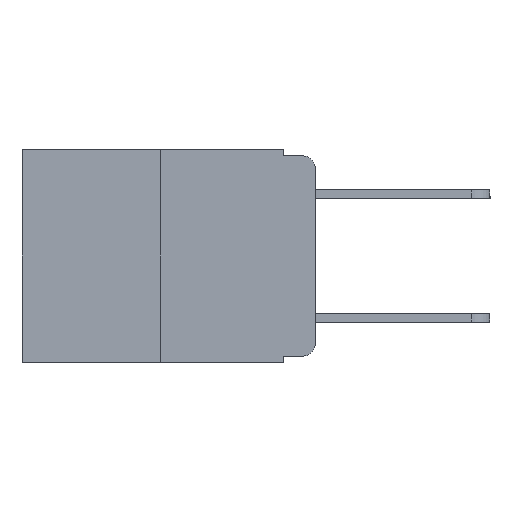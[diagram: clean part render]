
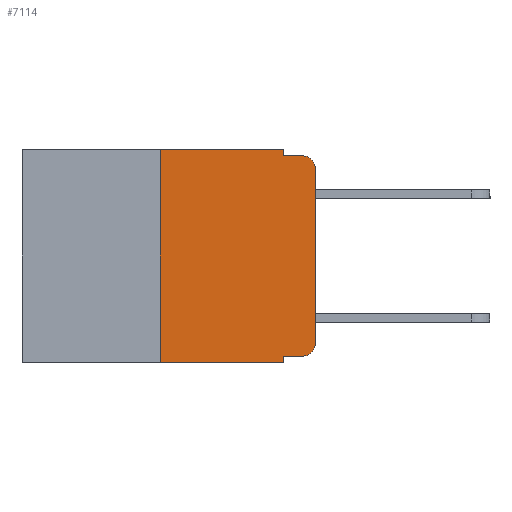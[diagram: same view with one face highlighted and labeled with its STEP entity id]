
A CAD part, left-side view. The second image highlights one B-rep face of the part: STEP entity #7114.
In plain terms, the highlighted planar face has unit normal (-1, 0, 0).
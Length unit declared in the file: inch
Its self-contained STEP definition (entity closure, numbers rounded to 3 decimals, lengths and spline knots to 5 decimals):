
#388 = VECTOR ( 'NONE', #2396, 39.37008 ) ;
#665 = ORIENTED_EDGE ( 'NONE', *, *, #9224, .F. ) ;
#738 = CARTESIAN_POINT ( 'NONE',  ( 0., 0.25, 0. ) ) ;
#743 = VERTEX_POINT ( 'NONE', #14361 ) ;
#792 = DIRECTION ( 'NONE',  ( 0., 0., -1. ) ) ;
#886 = CARTESIAN_POINT ( 'NONE',  ( 0., 0.051, 0. ) ) ;
#1021 = ORIENTED_EDGE ( 'NONE', *, *, #9726, .T. ) ;
#1064 = VERTEX_POINT ( 'NONE', #14655 ) ;
#1237 = ORIENTED_EDGE ( 'NONE', *, *, #9732, .F. ) ;
#1390 = ORIENTED_EDGE ( 'NONE', *, *, #9704, .T. ) ;
#1423 = VECTOR ( 'NONE', #4976, 39.37008 ) ;
#1627 = ORIENTED_EDGE ( 'NONE', *, *, #9789, .F. ) ;
#1808 = FACE_OUTER_BOUND ( 'NONE', #10135, .T. ) ;
#2178 = VECTOR ( 'NONE', #16377, 39.37008 ) ;
#2181 = DIRECTION ( 'NONE',  ( 0., 0., -1. ) ) ;
#2293 = CARTESIAN_POINT ( 'NONE',  ( 0., 0.051, -0.01 ) ) ;
#2308 = DIRECTION ( 'NONE',  ( -1., 0., 0. ) ) ;
#2357 = CARTESIAN_POINT ( 'NONE',  ( 0., 0.02, -0.03 ) ) ;
#2396 = DIRECTION ( 'NONE',  ( 0., -1., 0. ) ) ;
#2402 = ORIENTED_EDGE ( 'NONE', *, *, #9806, .T. ) ;
#2461 = VERTEX_POINT ( 'NONE', #11512 ) ;
#2515 = ORIENTED_EDGE ( 'NONE', *, *, #9792, .F. ) ;
#2817 = ORIENTED_EDGE ( 'NONE', *, *, #9810, .T. ) ;
#2936 = CARTESIAN_POINT ( 'NONE',  ( 0., 0.02, -0.01 ) ) ;
#3072 = CARTESIAN_POINT ( 'NONE',  ( 0., 0.25, 0. ) ) ;
#3153 = LINE ( 'NONE', #16847, #16941 ) ;
#4204 = CARTESIAN_POINT ( 'NONE',  ( 0., 0., 0. ) ) ;
#4976 = DIRECTION ( 'NONE',  ( 0., 0., 1. ) ) ;
#4997 = AXIS2_PLACEMENT_3D ( 'NONE', #15925, #15881, #15853 ) ;
#5178 = VERTEX_POINT ( 'NONE', #2936 ) ;
#5438 = VERTEX_POINT ( 'NONE', #16947 ) ;
#6233 = CARTESIAN_POINT ( 'NONE',  ( 0., 0.473, -0.343 ) ) ;
#6654 = VECTOR ( 'NONE', #16864, 39.37008 ) ;
#6846 = ORIENTED_EDGE ( 'NONE', *, *, #9759, .F. ) ;
#6872 = LINE ( 'NONE', #6233, #13584 ) ;
#7026 = AXIS2_PLACEMENT_3D ( 'NONE', #14876, #11162, #11115 ) ;
#7114 = ADVANCED_FACE ( 'NONE', ( #1808 ), #11308, .F. ) ;
#7360 = CARTESIAN_POINT ( 'NONE',  ( 0., 0.25, -0.343 ) ) ;
#7376 = CARTESIAN_POINT ( 'NONE',  ( 0., 0., -0.313 ) ) ;
#7487 = VECTOR ( 'NONE', #792, 39.37008 ) ;
#7801 = ORIENTED_EDGE ( 'NONE', *, *, #9469, .T. ) ;
#7893 = LINE ( 'NONE', #886, #7487 ) ;
#8285 = CIRCLE ( 'NONE', #16771, 0.02 ) ;
#8681 = LINE ( 'NONE', #2293, #388 ) ;
#8895 = VERTEX_POINT ( 'NONE', #3072 ) ;
#9224 = EDGE_CURVE ( 'NONE', #8895, #5438, #12518, .T. ) ;
#9469 = EDGE_CURVE ( 'NONE', #16433, #1064, #6872, .T. ) ;
#9704 = EDGE_CURVE ( 'NONE', #10539, #2461, #12489, .T. ) ;
#9726 = EDGE_CURVE ( 'NONE', #2461, #5178, #8285, .T. ) ;
#9732 = EDGE_CURVE ( 'NONE', #743, #5178, #8681, .T. ) ;
#9759 = EDGE_CURVE ( 'NONE', #5438, #743, #7893, .T. ) ;
#9789 = EDGE_CURVE ( 'NONE', #16433, #8895, #10151, .T. ) ;
#9792 = EDGE_CURVE ( 'NONE', #12819, #1064, #3153, .T. ) ;
#9806 = EDGE_CURVE ( 'NONE', #12819, #9878, #15984, .T. ) ;
#9810 = EDGE_CURVE ( 'NONE', #9878, #10539, #15674, .T. ) ;
#9878 = VERTEX_POINT ( 'NONE', #13612 ) ;
#10135 = EDGE_LOOP ( 'NONE', ( #1390, #1021, #1237, #6846, #665, #1627, #7801, #2515, #2402, #2817 ) ) ;
#10151 = LINE ( 'NONE', #738, #6654 ) ;
#10539 = VERTEX_POINT ( 'NONE', #7376 ) ;
#11115 = DIRECTION ( 'NONE',  ( 0., 0., -1. ) ) ;
#11162 = DIRECTION ( 'NONE',  ( 1., 0., 0. ) ) ;
#11308 = PLANE ( 'NONE',  #7026 ) ;
#11512 = CARTESIAN_POINT ( 'NONE',  ( 0., 0., -0.03 ) ) ;
#12372 = DIRECTION ( 'NONE',  ( 0., -1., 0. ) ) ;
#12489 = LINE ( 'NONE', #4204, #1423 ) ;
#12518 = LINE ( 'NONE', #12916, #14862 ) ;
#12624 = DIRECTION ( 'NONE',  ( 0., -1., 0. ) ) ;
#12819 = VERTEX_POINT ( 'NONE', #16219 ) ;
#12916 = CARTESIAN_POINT ( 'NONE',  ( 0., 0.473, 0. ) ) ;
#13584 = VECTOR ( 'NONE', #12624, 39.37008 ) ;
#13612 = CARTESIAN_POINT ( 'NONE',  ( 0., 0.02, -0.333 ) ) ;
#14361 = CARTESIAN_POINT ( 'NONE',  ( 0., 0.051, -0.01 ) ) ;
#14655 = CARTESIAN_POINT ( 'NONE',  ( 0., 0.051, -0.343 ) ) ;
#14862 = VECTOR ( 'NONE', #12372, 39.37008 ) ;
#14876 = CARTESIAN_POINT ( 'NONE',  ( 0., 0.473, 0. ) ) ;
#15674 = CIRCLE ( 'NONE', #4997, 0.02 ) ;
#15853 = DIRECTION ( 'NONE',  ( 0., 0., -1. ) ) ;
#15881 = DIRECTION ( 'NONE',  ( -1., 0., 0. ) ) ;
#15925 = CARTESIAN_POINT ( 'NONE',  ( 0., 0.02, -0.313 ) ) ;
#15984 = LINE ( 'NONE', #16419, #2178 ) ;
#16219 = CARTESIAN_POINT ( 'NONE',  ( 0., 0.051, -0.333 ) ) ;
#16377 = DIRECTION ( 'NONE',  ( 0., -1., 0. ) ) ;
#16419 = CARTESIAN_POINT ( 'NONE',  ( 0., 0.051, -0.333 ) ) ;
#16433 = VERTEX_POINT ( 'NONE', #7360 ) ;
#16771 = AXIS2_PLACEMENT_3D ( 'NONE', #2357, #2308, #2181 ) ;
#16807 = DIRECTION ( 'NONE',  ( 0., 0., -1. ) ) ;
#16847 = CARTESIAN_POINT ( 'NONE',  ( 0., 0.051, 0. ) ) ;
#16864 = DIRECTION ( 'NONE',  ( 0., 0., 1. ) ) ;
#16941 = VECTOR ( 'NONE', #16807, 39.37008 ) ;
#16947 = CARTESIAN_POINT ( 'NONE',  ( 0., 0.051, 0. ) ) ;
